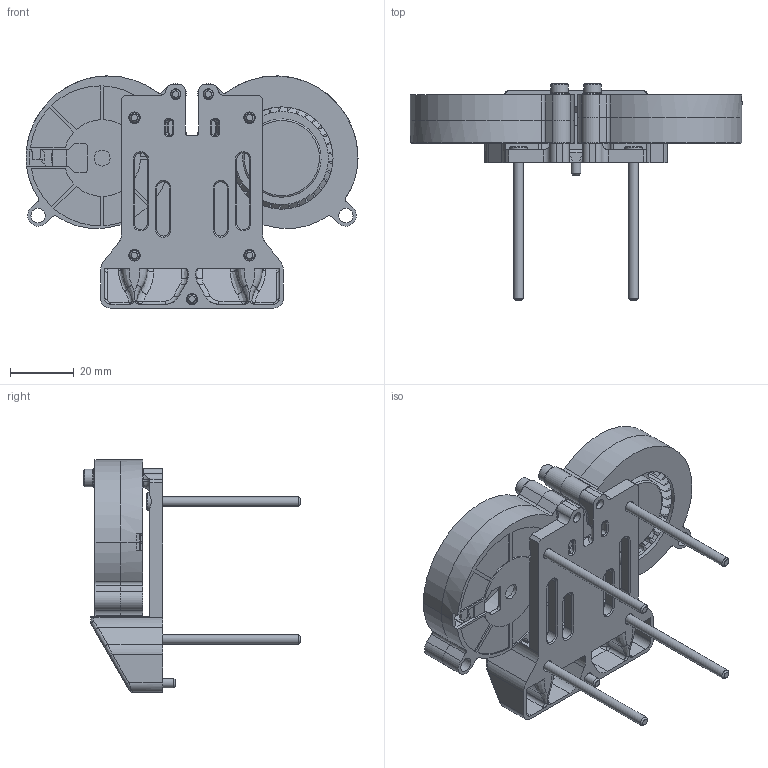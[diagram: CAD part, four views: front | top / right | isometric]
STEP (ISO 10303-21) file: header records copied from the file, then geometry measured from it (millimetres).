
FILE_DESCRIPTION(/* description */ (''),/* implementation_level */ '2;1');
FILE_NAME(/* name */ 'rear_dual_5015_owl_eyes.step',/* time_stamp */ '2023-11-07T11:36:58-06:00',/* author */ (''),/* organization */ (''),/* preprocessor_version */ 'ST-DEVELOPER v20',/* originating_system */ 'Autodesk Translation Framework v12.14.0.127',/* authorisation */ '');
FILE_SCHEMA (('AUTOMOTIVE_DESIGN { 1 0 10303 214 3 1 1 }'));
Length unit declared in the file: millimetre
Products named in the file (14): Owl Eyes Inlet; rear_dual_5015_owl_eyes; Fans; PN951; PN951_1; turbine; top; bottom; Hardware; PN596; Screw, M3 x 45mm, SHCS; Screw, M3 x 6mm, SHCS; Screw, M3 x 20mm, SHCS; Washer, M3 x 6mm
Assembly tree (22 placements, depth 4):
  Owl Eyes Inlet
    rear_dual_5015_owl_eyes
    Fans
      PN951
        turbine
        top
        bottom
      PN951_1
        turbine
        top
        bottom
    Hardware
      PN596  x2
      Screw, M3 x 45mm, SHCS  x4
      Screw, M3 x 6mm, SHCS
      Washer, M3 x 6mm  x2
      Screw, M3 x 20mm, SHCS  x2
Bounding box: 103.8 x 67.59 x 72.57 mm (x, y, z)
Volume: 33728.5 mm3; surface area: 55325.8 mm2
Topology: 20 solids, 20 shells, 1499 faces, 3840 edges, 2409 vertices
Faces by surface type: cylinder 537, plane 500, bspline 273, cone 155, torus 30, sphere 4
Full cylindrical faces by diameter (mm): 2.9 x2, 3 x7, 3.2 x2, 3.3 x2, 3.6 x5, 4.2 x2, 4.25 x2, 4.5 x8, 4.6 x2, 4.7 x2, 5 x2, 5.5 x7, 5.65 x4, 6 x4, 22.8 x2, 24.5 x2, 32 x2
Entity records: 34178 total; most frequent: CARTESIAN_POINT 11804, ORIENTED_EDGE 4804, DIRECTION 4373, EDGE_CURVE 2402, AXIS2_PLACEMENT_3D 1724, VERTEX_POINT 1498, EDGE_LOOP 1004, FACE_OUTER_BOUND 938
